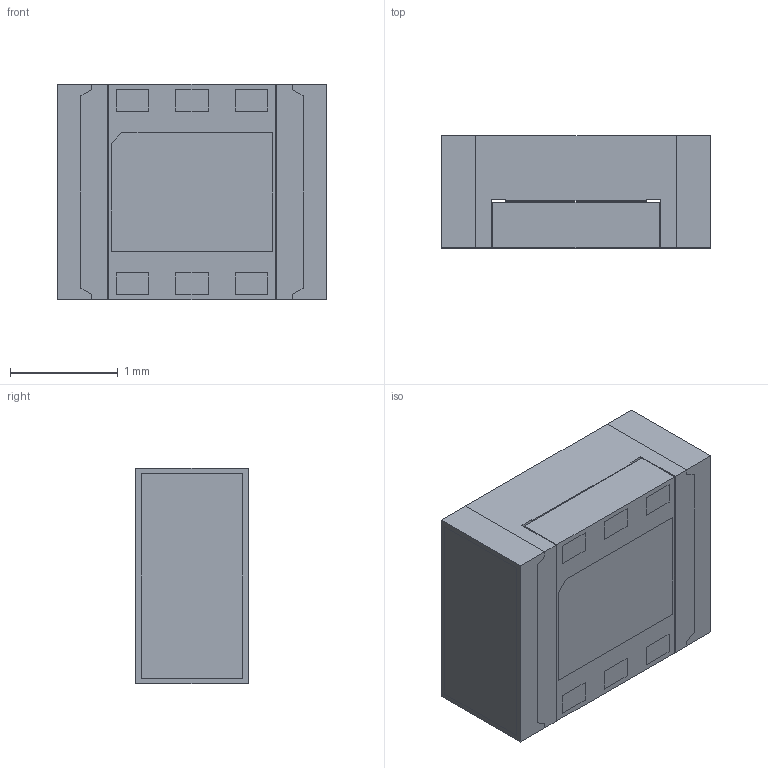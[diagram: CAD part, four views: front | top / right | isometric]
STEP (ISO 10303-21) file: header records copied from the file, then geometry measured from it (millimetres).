
FILE_DESCRIPTION (( 'STEP AP214' ), '1' );
FILE_NAME ('XCL103D303CR-G.STEP', '2022-08-09T12:40:49', ( '' ), ( '' ), 'SwSTEP 2.0', 'SolidWorks 2018', '' );
FILE_SCHEMA (( 'AUTOMOTIVE_DESIGN' ));
Length unit declared in the file: millimetre
Products named in the file (2): XCL103D303CR-G
Bounding box: 2.5 x 1.04 x 2 mm (x, y, z)
Volume: 5.1 mm3; surface area: 41.9 mm2
Topology: 11 solids, 11 shells, 144 faces, 340 edges, 224 vertices
Faces by surface type: plane 142, cylinder 2
Entity records: 5775 total; most frequent: CARTESIAN_POINT 710, ORIENTED_EDGE 680, DIRECTION 636, EDGE_CURVE 340, LINE 336, VECTOR 336, VERTEX_POINT 224, UNCERTAINTY_MEASURE_WITH_UNIT 157
